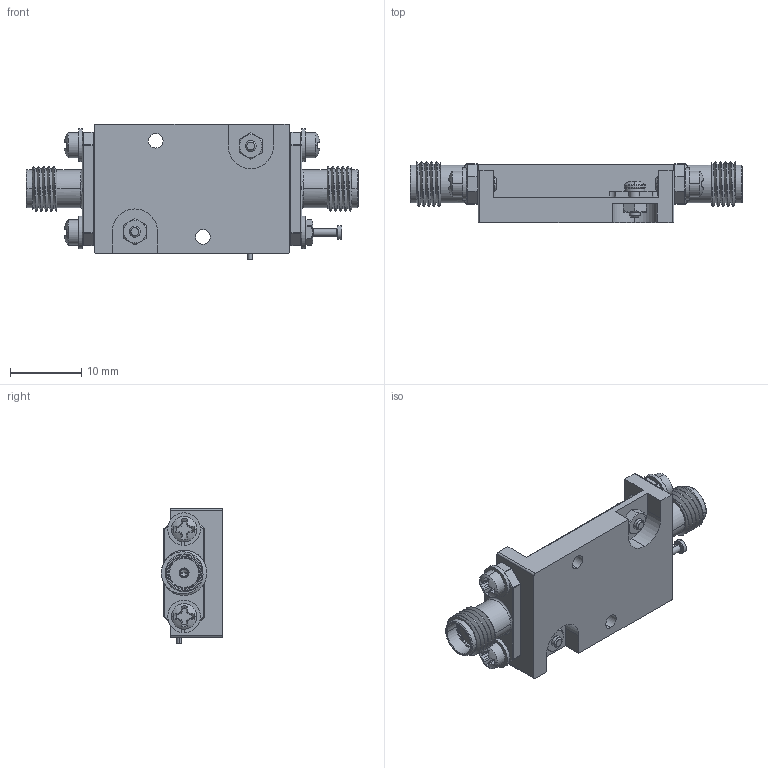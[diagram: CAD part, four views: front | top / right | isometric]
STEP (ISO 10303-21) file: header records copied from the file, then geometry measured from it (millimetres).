
FILE_DESCRIPTION (( 'STEP AP214' ), '1' );
FILE_NAME ('PE2-30-6R018R0-3R5-22-12-SFF.STEP', '2022-09-27T15:08:52', ( '' ), ( '' ), 'SwSTEP 2.0', 'SolidWorks 2022', '' );
FILE_SCHEMA (( 'AUTOMOTIVE_DESIGN' ));
Length unit declared in the file: inch
Products named in the file (1): PE2-30-6R018R0-3R5-22-12-SFF
Bounding box: 46.48 x 8.56 x 18.92 mm (x, y, z)
Volume: 3093.2 mm3; surface area: 5264.4 mm2
Topology: 28 solids, 28 shells, 1220 faces, 3974 edges, 3047 vertices
Faces by surface type: plane 557, cylinder 329, torus 131, cone 110, sphere 73, bspline 20
Entity records: 69240 total; most frequent: CARTESIAN_POINT 17861, ORIENTED_EDGE 7820, DIRECTION 6670, EDGE_CURVE 3910, VERTEX_POINT 3039, AXIS2_PLACEMENT_3D 2395, VECTOR 1880, LINE 1880
